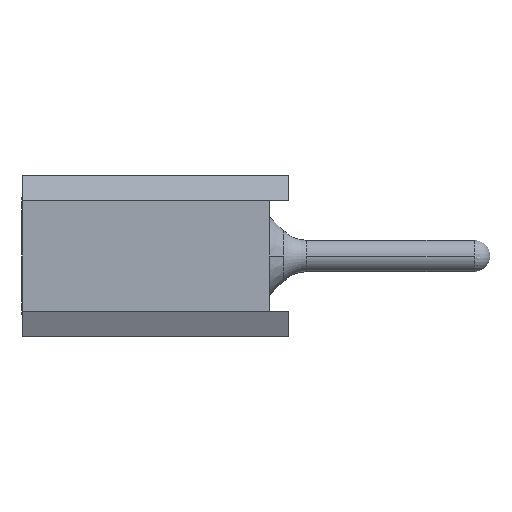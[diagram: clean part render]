
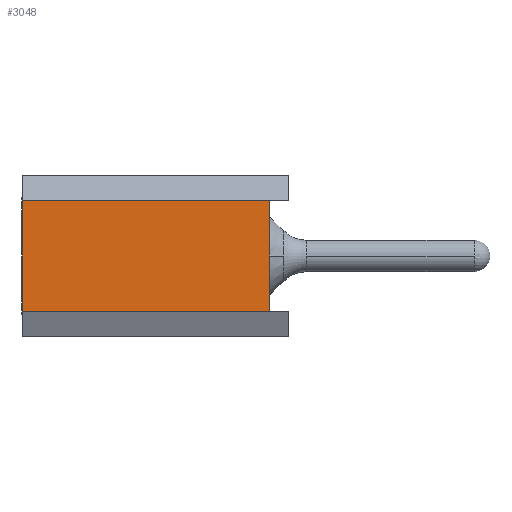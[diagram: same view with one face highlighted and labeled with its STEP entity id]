
A CAD part, left-side view. The second image highlights one B-rep face of the part: STEP entity #3048.
In plain terms, the highlighted planar face has unit normal (-1, 0, 0).
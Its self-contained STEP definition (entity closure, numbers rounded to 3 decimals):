
#1574=VERTEX_POINT('',#4567);
#1594=VERTEX_POINT('',#4588);
#2108=EDGE_CURVE('',#3328,#1594,#5161,.T.);
#2286=EDGE_CURVE('',#3400,#1574,#5367,.T.);
#2964=EDGE_CURVE('',#1574,#1594,#6121,.T.);
#3048=ADVANCED_FACE('',(#6217),#6218,.T.);
#3306=EDGE_CURVE('',#3328,#3400,#6518,.T.);
#3328=VERTEX_POINT('',#6542);
#3400=VERTEX_POINT('',#6625);
#4567=CARTESIAN_POINT('',(-8.89,4.2,0.87));
#4588=CARTESIAN_POINT('',(-8.89,4.2,-0.87));
#5161=LINE('',#8732,#8733);
#5367=LINE('',#8998,#8999);
#6121=LINE('',#10011,#10012);
#6217=FACE_OUTER_BOUND('',#10133,.T.);
#6218=PLANE('',#10134);
#6518=LINE('',#10531,#10532);
#6542=CARTESIAN_POINT('',(-8.89,0.3,-0.87));
#6625=CARTESIAN_POINT('',(-8.89,0.3,0.87));
#8732=CARTESIAN_POINT('',(-8.89,0.,-0.87));
#8733=VECTOR('',#13060,1.0);
#8998=CARTESIAN_POINT('',(-8.89,0.,0.87));
#8999=VECTOR('',#13331,1.0);
#10011=CARTESIAN_POINT('',(-8.89,4.2,0.87));
#10012=VECTOR('',#14247,1.0);
#10133=EDGE_LOOP('',(#14380,#14381,#14382,#14383));
#10134=AXIS2_PLACEMENT_3D('',#14384,#14385,#14386);
#10531=CARTESIAN_POINT('',(-8.89,0.3,0.435));
#10532=VECTOR('',#14827,1.0);
#13060=DIRECTION('',(0.0,1.0,0.));
#13331=DIRECTION('',(0.0,1.0,0.));
#14247=DIRECTION('',(0.0,0.,-1.0));
#14380=ORIENTED_EDGE('',*,*,#3306,.T.);
#14381=ORIENTED_EDGE('',*,*,#2286,.T.);
#14382=ORIENTED_EDGE('',*,*,#2964,.T.);
#14383=ORIENTED_EDGE('',*,*,#2108,.F.);
#14384=CARTESIAN_POINT('',(-8.89,0.,0.87));
#14385=DIRECTION('',(-1.0,0.0,0.0));
#14386=DIRECTION('',(0.0,0.0,1.0));
#14827=DIRECTION('',(0.0,0.0,1.0));
